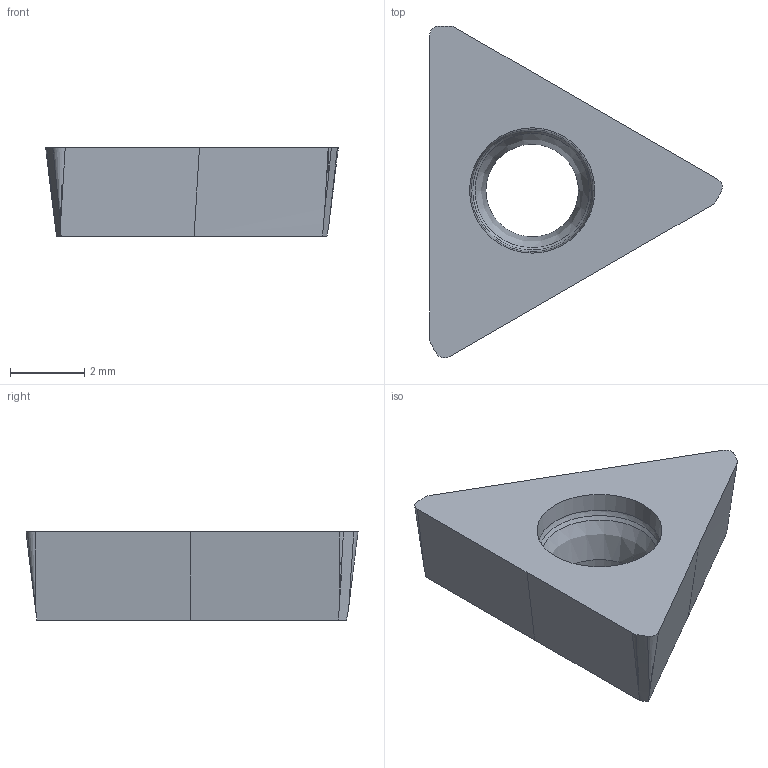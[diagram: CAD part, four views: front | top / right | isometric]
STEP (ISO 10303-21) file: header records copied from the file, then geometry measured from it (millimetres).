
FILE_DESCRIPTION(/* description */ (''),/* implementation_level */ '2;1');
FILE_NAME(/* name */ 'aaa337596_a.stp',/* time_stamp */ '2019-09-25T08:49:41+02:00',/* author */ (''),/* organization */ ('SMS'),/* preprocessor_version */ 'ST-DEVELOPER v16.7',/* originating_system */ 'SIEMENS PLM Software NX 12.0',/* authorisation */ '');
FILE_SCHEMA (('AUTOMOTIVE_DESIGN { 1 0 10303 214 3 1 1 1 }'));
Length unit declared in the file: millimetre
Products named in the file (1): AAA337596_A
Bounding box: 7.9 x 8.96 x 2.38 mm (x, y, z)
Volume: 69.1 mm3; surface area: 141.8 mm2
Topology: 1 solids, 1 shells, 23 faces, 68 edges, 43 vertices
Faces by surface type: cone 11, plane 8, revolution 3, cylinder 1
Full cylindrical faces by diameter (mm): 2.5 x1
Entity records: 835 total; most frequent: CARTESIAN_POINT 254, DIRECTION 110, ORIENTED_EDGE 102, EDGE_CURVE 51, AXIS2_PLACEMENT_3D 40, VERTEX_POINT 36, EDGE_LOOP 29, LINE 27
